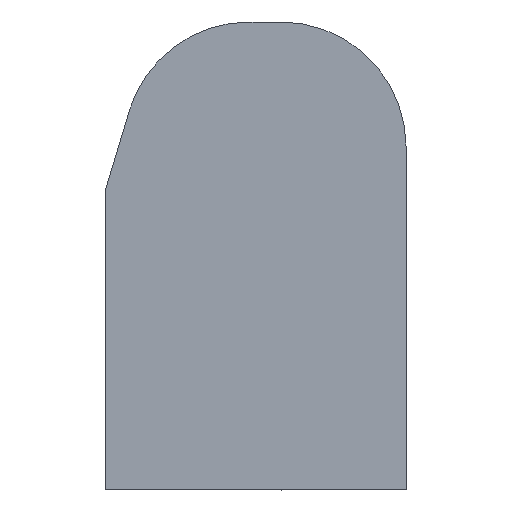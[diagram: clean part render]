
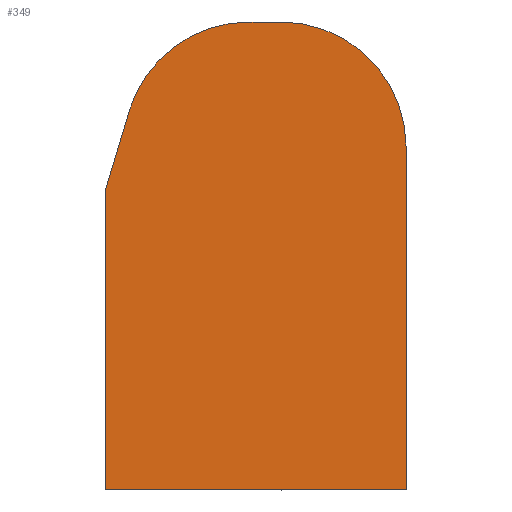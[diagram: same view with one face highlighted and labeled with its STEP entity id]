
A CAD part, top view. The second image highlights one B-rep face of the part: STEP entity #349.
In plain terms, the highlighted planar face has unit normal (0, 0, 1).
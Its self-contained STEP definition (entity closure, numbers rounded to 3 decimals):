
#29=PLANE('',#394);
#47=FACE_OUTER_BOUND('',#67,.T.);
#67=EDGE_LOOP('',(#319,#320,#321,#322,#323,#324,#325));
#77=LINE('',#522,#112);
#81=LINE('',#531,#116);
#92=LINE('',#564,#127);
#95=LINE('',#573,#130);
#102=LINE('',#591,#137);
#112=VECTOR('',#418,10.);
#116=VECTOR('',#428,10.);
#127=VECTOR('',#459,10.);
#130=VECTOR('',#470,10.);
#137=VECTOR('',#491,10.);
#139=CIRCLE('',#366,7.5);
#141=CIRCLE('',#371,7.5);
#152=VERTEX_POINT('',#499);
#153=VERTEX_POINT('',#501);
#161=VERTEX_POINT('',#521);
#162=VERTEX_POINT('',#525);
#163=VERTEX_POINT('',#529);
#175=VERTEX_POINT('',#562);
#177=VERTEX_POINT('',#571);
#184=EDGE_CURVE('',#152,#153,#139,.T.);
#194=EDGE_CURVE('',#161,#153,#77,.T.);
#196=EDGE_CURVE('',#161,#162,#141,.T.);
#199=EDGE_CURVE('',#163,#152,#81,.T.);
#216=EDGE_CURVE('',#175,#163,#92,.T.);
#220=EDGE_CURVE('',#175,#177,#95,.T.);
#229=EDGE_CURVE('',#162,#177,#102,.T.);
#319=ORIENTED_EDGE('',*,*,#184,.F.);
#320=ORIENTED_EDGE('',*,*,#199,.F.);
#321=ORIENTED_EDGE('',*,*,#216,.F.);
#322=ORIENTED_EDGE('',*,*,#220,.T.);
#323=ORIENTED_EDGE('',*,*,#229,.F.);
#324=ORIENTED_EDGE('',*,*,#196,.F.);
#325=ORIENTED_EDGE('',*,*,#194,.T.);
#349=ADVANCED_FACE('',(#47),#29,.F.);
#366=AXIS2_PLACEMENT_3D('',#502,#402,#403);
#371=AXIS2_PLACEMENT_3D('',#526,#422,#423);
#394=AXIS2_PLACEMENT_3D('',#592,#492,#493);
#402=DIRECTION('center_axis',(0.,0.,-1.));
#403=DIRECTION('ref_axis',(-0.597,0.802,0.));
#418=DIRECTION('',(-1.,0.,0.));
#422=DIRECTION('center_axis',(0.,0.,-1.));
#423=DIRECTION('ref_axis',(0.707,0.707,0.));
#428=DIRECTION('',(0.287,0.958,0.));
#459=DIRECTION('',(0.,1.,0.));
#470=DIRECTION('',(1.,0.,0.));
#491=DIRECTION('',(0.,-1.,0.));
#492=DIRECTION('center_axis',(0.,0.,-1.));
#493=DIRECTION('ref_axis',(-1.,0.,0.));
#499=CARTESIAN_POINT('',(-1.603,19.655,31.));
#501=CARTESIAN_POINT('',(5.58,25.,31.));
#502=CARTESIAN_POINT('Origin',(5.58,17.5,31.));
#521=CARTESIAN_POINT('',(7.5,25.,31.));
#522=CARTESIAN_POINT('',(0.,25.,31.));
#525=CARTESIAN_POINT('',(15.,17.5,31.));
#526=CARTESIAN_POINT('Origin',(7.5,17.5,31.));
#529=CARTESIAN_POINT('',(-3.,15.,31.));
#531=CARTESIAN_POINT('',(-2.161,17.798,31.));
#562=CARTESIAN_POINT('',(-3.,-3.,31.));
#564=CARTESIAN_POINT('',(-3.,-3.,31.));
#571=CARTESIAN_POINT('',(15.,-3.,31.));
#573=CARTESIAN_POINT('',(0.,-3.,31.));
#591=CARTESIAN_POINT('',(15.,25.,31.));
#592=CARTESIAN_POINT('Origin',(7.5,12.5,31.));
